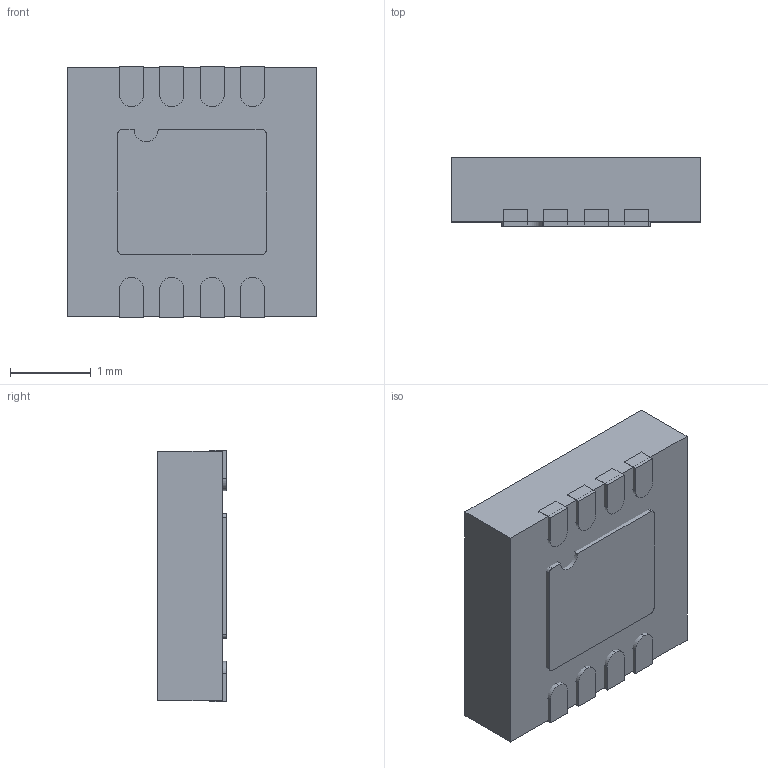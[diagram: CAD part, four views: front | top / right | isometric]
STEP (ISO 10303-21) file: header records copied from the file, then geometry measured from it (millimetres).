
FILE_DESCRIPTION (( 'STEP AP214' ), '1' );
FILE_NAME ('CP-8-13.STEP', '2018-11-22T15:20:50', ( '' ), ( '' ), 'SwSTEP 2.0', 'SolidWorks 2018', '' );
FILE_SCHEMA (( 'AUTOMOTIVE_DESIGN' ));
Length unit declared in the file: millimetre
Products named in the file (4): CP-8-13; EP; Body; P
Assembly tree (10 placements, depth 2):
  CP-8-13
    P  x8
    Body
    EP
Bounding box: 3.1 x 0.85 x 3.12 mm (x, y, z)
Surface area: 40.8 mm2
Topology: 10 solids, 10 shells, 77 faces, 168 edges, 112 vertices
Faces by surface type: plane 54, cylinder 23
Entity records: 1006 total; most frequent: DIRECTION 163, CARTESIAN_POINT 146, ORIENTED_EDGE 126, EDGE_CURVE 63, AXIS2_PLACEMENT_3D 59, LINE 45, VECTOR 45, VERTEX_POINT 42
